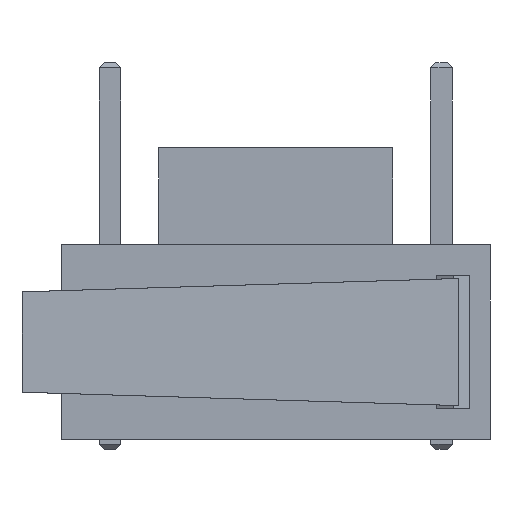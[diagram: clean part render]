
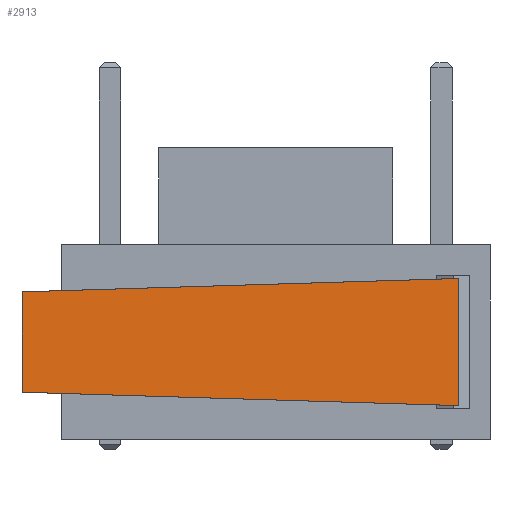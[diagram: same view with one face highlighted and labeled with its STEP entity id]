
A CAD part, front view. The second image highlights one B-rep face of the part: STEP entity #2913.
In plain terms, the highlighted face is planar.
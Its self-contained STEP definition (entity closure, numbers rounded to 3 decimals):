
#2913 = ADVANCED_FACE('',(#2914),#2928,.F.);
#2914 = FACE_BOUND('',#2915,.F.);
#2915 = EDGE_LOOP('',(#2916,#2951,#2979,#3007));
#2916 = ORIENTED_EDGE('',*,*,#2917,.T.);
#2917 = EDGE_CURVE('',#2918,#2920,#2922,.T.);
#2918 = VERTEX_POINT('',#2919);
#2919 = CARTESIAN_POINT('',(4.3,6.8,1.4));
#2920 = VERTEX_POINT('',#2921);
#2921 = CARTESIAN_POINT('',(4.3,6.8,4.4));
#2922 = SURFACE_CURVE('',#2923,(#2927,#2939),.PCURVE_S1.);
#2923 = LINE('',#2924,#2925);
#2924 = CARTESIAN_POINT('',(4.3,6.8,4.8));
#2925 = VECTOR('',#2926,1.);
#2926 = DIRECTION('',(0.,0.,1.));
#2927 = PCURVE('',#2928,#2933);
#2928 = PLANE('',#2929);
#2929 = AXIS2_PLACEMENT_3D('',#2930,#2931,#2932);
#2930 = CARTESIAN_POINT('',(-8.7,5.5,4.8));
#2931 = DIRECTION('',(0.1,-0.995,
    0.));
#2932 = DIRECTION('',(0.995,0.1,
    0.));
#2933 = DEFINITIONAL_REPRESENTATION('',(#2934),#2938);
#2934 = LINE('',#2935,#2936);
#2935 = CARTESIAN_POINT('',(13.065,0.));
#2936 = VECTOR('',#2937,1.);
#2937 = DIRECTION('',(0.,1.));
#2938 = ( GEOMETRIC_REPRESENTATION_CONTEXT(2) 
PARAMETRIC_REPRESENTATION_CONTEXT() REPRESENTATION_CONTEXT('2D SPACE',''
  ) );
#2939 = PCURVE('',#2940,#2945);
#2940 = PLANE('',#2941);
#2941 = AXIS2_PLACEMENT_3D('',#2942,#2943,#2944);
#2942 = CARTESIAN_POINT('',(4.3,6.8,4.8));
#2943 = DIRECTION('',(-0.995,-0.1,
    0.));
#2944 = DIRECTION('',(0.1,-0.995,
    0.));
#2945 = DEFINITIONAL_REPRESENTATION('',(#2946),#2950);
#2946 = LINE('',#2947,#2948);
#2947 = CARTESIAN_POINT('',(0.,0.));
#2948 = VECTOR('',#2949,1.);
#2949 = DIRECTION('',(0.,1.));
#2950 = ( GEOMETRIC_REPRESENTATION_CONTEXT(2) 
PARAMETRIC_REPRESENTATION_CONTEXT() REPRESENTATION_CONTEXT('2D SPACE',''
  ) );
#2951 = ORIENTED_EDGE('',*,*,#2952,.T.);
#2952 = EDGE_CURVE('',#2920,#2953,#2955,.T.);
#2953 = VERTEX_POINT('',#2954);
#2954 = CARTESIAN_POINT('',(-8.7,5.5,
    4.798));
#2955 = SURFACE_CURVE('',#2956,(#2960,#2967),.PCURVE_S1.);
#2956 = LINE('',#2957,#2958);
#2957 = CARTESIAN_POINT('',(4.3,6.8,4.4));
#2958 = VECTOR('',#2959,1.);
#2959 = DIRECTION('',(-0.995,-0.099,
    0.03));
#2960 = PCURVE('',#2928,#2961);
#2961 = DEFINITIONAL_REPRESENTATION('',(#2962),#2966);
#2962 = LINE('',#2963,#2964);
#2963 = CARTESIAN_POINT('',(13.065,-0.4));
#2964 = VECTOR('',#2965,1.);
#2965 = DIRECTION('',(-1.,0.03));
#2966 = ( GEOMETRIC_REPRESENTATION_CONTEXT(2) 
PARAMETRIC_REPRESENTATION_CONTEXT() REPRESENTATION_CONTEXT('2D SPACE',''
  ) );
#2967 = PCURVE('',#2968,#2973);
#2968 = PLANE('',#2969);
#2969 = AXIS2_PLACEMENT_3D('',#2970,#2971,#2972);
#2970 = CARTESIAN_POINT('',(4.528,4.52,4.4));
#2971 = DIRECTION('',(-0.03,-0.003,
    -1.));
#2972 = DIRECTION('',(-1.,0.,
    0.03));
#2973 = DEFINITIONAL_REPRESENTATION('',(#2974),#2978);
#2974 = LINE('',#2975,#2976);
#2975 = CARTESIAN_POINT('',(0.228,2.28));
#2976 = VECTOR('',#2977,1.);
#2977 = DIRECTION('',(0.995,-0.099));
#2978 = ( GEOMETRIC_REPRESENTATION_CONTEXT(2) 
PARAMETRIC_REPRESENTATION_CONTEXT() REPRESENTATION_CONTEXT('2D SPACE',''
  ) );
#2979 = ORIENTED_EDGE('',*,*,#2980,.T.);
#2980 = EDGE_CURVE('',#2953,#2981,#2983,.T.);
#2981 = VERTEX_POINT('',#2982);
#2982 = CARTESIAN_POINT('',(-8.7,5.5,
    1.002));
#2983 = SURFACE_CURVE('',#2984,(#2988,#2995),.PCURVE_S1.);
#2984 = LINE('',#2985,#2986);
#2985 = CARTESIAN_POINT('',(-8.7,5.5,4.8));
#2986 = VECTOR('',#2987,1.);
#2987 = DIRECTION('',(0.,0.,-1.));
#2988 = PCURVE('',#2928,#2989);
#2989 = DEFINITIONAL_REPRESENTATION('',(#2990),#2994);
#2990 = LINE('',#2991,#2992);
#2991 = CARTESIAN_POINT('',(0.,0.));
#2992 = VECTOR('',#2993,1.);
#2993 = DIRECTION('',(0.,-1.));
#2994 = ( GEOMETRIC_REPRESENTATION_CONTEXT(2) 
PARAMETRIC_REPRESENTATION_CONTEXT() REPRESENTATION_CONTEXT('2D SPACE',''
  ) );
#2995 = PCURVE('',#2996,#3001);
#2996 = PLANE('',#2997);
#2997 = AXIS2_PLACEMENT_3D('',#2998,#2999,#3000);
#2998 = CARTESIAN_POINT('',(-8.7,4.8,4.8));
#2999 = DIRECTION('',(1.,0.,0.));
#3000 = DIRECTION('',(0.,1.,0.));
#3001 = DEFINITIONAL_REPRESENTATION('',(#3002),#3006);
#3002 = LINE('',#3003,#3004);
#3003 = CARTESIAN_POINT('',(0.7,0.));
#3004 = VECTOR('',#3005,1.);
#3005 = DIRECTION('',(0.,-1.));
#3006 = ( GEOMETRIC_REPRESENTATION_CONTEXT(2) 
PARAMETRIC_REPRESENTATION_CONTEXT() REPRESENTATION_CONTEXT('2D SPACE',''
  ) );
#3007 = ORIENTED_EDGE('',*,*,#3008,.T.);
#3008 = EDGE_CURVE('',#2981,#2918,#3009,.T.);
#3009 = SURFACE_CURVE('',#3010,(#3014,#3021),.PCURVE_S1.);
#3010 = LINE('',#3011,#3012);
#3011 = CARTESIAN_POINT('',(-8.7,5.5,
    1.002));
#3012 = VECTOR('',#3013,1.);
#3013 = DIRECTION('',(0.995,0.099,
    0.03));
#3014 = PCURVE('',#2928,#3015);
#3015 = DEFINITIONAL_REPRESENTATION('',(#3016),#3020);
#3016 = LINE('',#3017,#3018);
#3017 = CARTESIAN_POINT('',(0.,-3.798));
#3018 = VECTOR('',#3019,1.);
#3019 = DIRECTION('',(1.,0.03));
#3020 = ( GEOMETRIC_REPRESENTATION_CONTEXT(2) 
PARAMETRIC_REPRESENTATION_CONTEXT() REPRESENTATION_CONTEXT('2D SPACE',''
  ) );
#3021 = PCURVE('',#3022,#3027);
#3022 = PLANE('',#3023);
#3023 = AXIS2_PLACEMENT_3D('',#3024,#3025,#3026);
#3024 = CARTESIAN_POINT('',(4.528,4.52,1.4));
#3025 = DIRECTION('',(-0.03,-0.003,
    1.));
#3026 = DIRECTION('',(1.,0.,
    0.03));
#3027 = DEFINITIONAL_REPRESENTATION('',(#3028),#3032);
#3028 = LINE('',#3029,#3030);
#3029 = CARTESIAN_POINT('',(-13.234,0.98));
#3030 = VECTOR('',#3031,1.);
#3031 = DIRECTION('',(0.995,0.099));
#3032 = ( GEOMETRIC_REPRESENTATION_CONTEXT(2) 
PARAMETRIC_REPRESENTATION_CONTEXT() REPRESENTATION_CONTEXT('2D SPACE',''
  ) );
